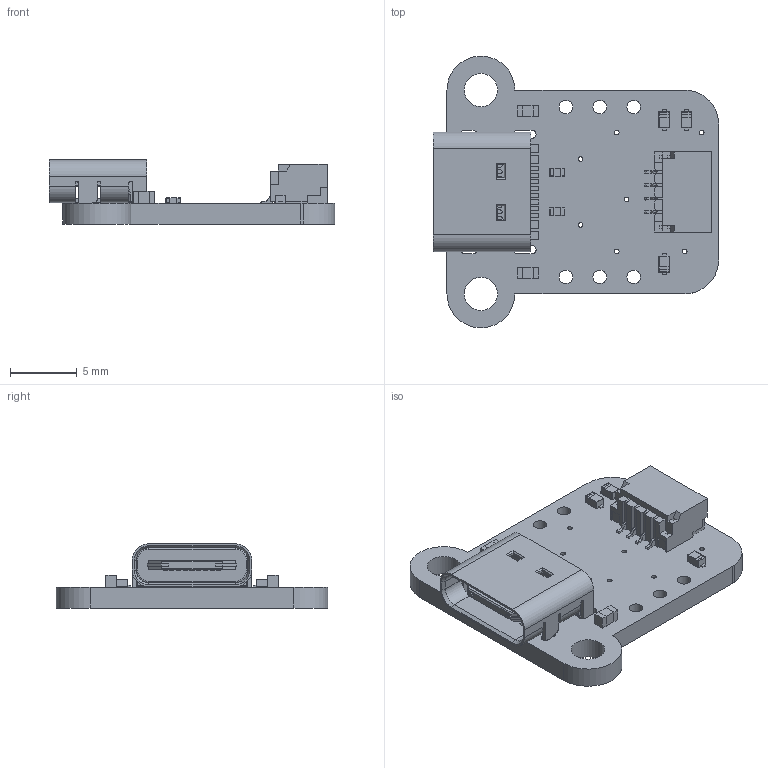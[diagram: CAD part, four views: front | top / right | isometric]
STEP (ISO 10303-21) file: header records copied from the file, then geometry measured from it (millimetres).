
FILE_DESCRIPTION(/* description */ (''),/* implementation_level */ '2;1');
FILE_NAME(/* name */ 'USB-C_adapter v7.step',/* time_stamp */ '2024-01-12T15:04:11+01:00',/* author */ (''),/* organization */ (''),/* preprocessor_version */ 'ST-DEVELOPER v20',/* originating_system */ 'Autodesk Translation Framework v12.14.0.127',/* authorisation */ '');
FILE_SCHEMA (('AUTOMOTIVE_DESIGN { 1 0 10303 214 3 1 1 }'));
Length unit declared in the file: millimetre
Products named in the file (11): USB-C_adapter; Board; Packages; 1X04_1MM_RA; LASKAKIT_HEART_3MM; LASKKIT_10MM_SILKSCREEN; USBC_USB-C-16P-5; LESD5D50CT1G; 2,5-PAD; C0603; R0402
Assembly tree (15 placements, depth 3):
  USB-C_adapter
    Board
    Packages
      1X04_1MM_RA
      LASKAKIT_HEART_3MM
      LASKKIT_10MM_SILKSCREEN
      USBC_USB-C-16P-5
      LESD5D50CT1G  x3
      2,5-PAD  x2
      C0603  x2
      R0402  x2
Bounding box: 21.34 x 20.32 x 4.81 mm (x, y, z)
Volume: 642.8 mm3; surface area: 1629.1 mm2
Topology: 45 solids, 45 shells, 966 faces, 2446 edges, 1542 vertices
Faces by surface type: plane 658, cylinder 238, sphere 50, torus 12, cone 6, bspline 2
Full cylindrical faces by diameter (mm): 0.35 x7, 0.5 x2, 1.016 x6, 2.5 x2
Entity records: 25779 total; most frequent: CARTESIAN_POINT 4468, ORIENTED_EDGE 4244, DIRECTION 4216, EDGE_CURVE 2122, LINE 1710, VECTOR 1710, VERTEX_POINT 1366, AXIS2_PLACEMENT_3D 1253
